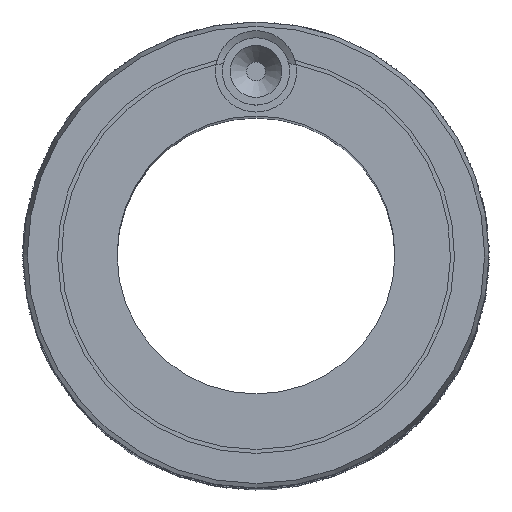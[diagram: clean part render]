
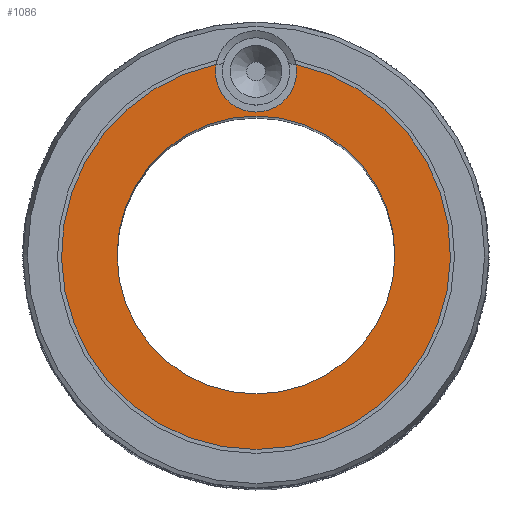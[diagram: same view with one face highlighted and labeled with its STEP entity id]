
A CAD part, top view. The second image highlights one B-rep face of the part: STEP entity #1086.
In plain terms, the highlighted face is planar.
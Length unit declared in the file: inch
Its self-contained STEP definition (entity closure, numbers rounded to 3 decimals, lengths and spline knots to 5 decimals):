
#97=FACE_BOUND('',#413,.T.);
#349=FACE_OUTER_BOUND('',#412,.T.);
#412=EDGE_LOOP('',(#769,#770));
#413=EDGE_LOOP('',(#771));
#491=CIRCLE('',#1199,0.256);
#493=CIRCLE('',#1202,1.25);
#494=CIRCLE('',#1204,0.875);
#521=VERTEX_POINT('',#1649);
#522=VERTEX_POINT('',#1651);
#524=VERTEX_POINT('',#1659);
#621=EDGE_CURVE('',#522,#521,#491,.T.);
#624=EDGE_CURVE('',#521,#522,#493,.T.);
#625=EDGE_CURVE('',#524,#524,#494,.T.);
#769=ORIENTED_EDGE('',*,*,#621,.T.);
#770=ORIENTED_EDGE('',*,*,#624,.T.);
#771=ORIENTED_EDGE('',*,*,#625,.F.);
#1039=PLANE('',#1203);
#1086=ADVANCED_FACE('',(#349,#97),#1039,.T.);
#1199=AXIS2_PLACEMENT_3D('',#1652,#1319,#1320);
#1202=AXIS2_PLACEMENT_3D('',#1657,#1326,#1327);
#1203=AXIS2_PLACEMENT_3D('',#1658,#1328,#1329);
#1204=AXIS2_PLACEMENT_3D('',#1660,#1330,#1331);
#1319=DIRECTION('center_axis',(-1.,0.,0.));
#1320=DIRECTION('ref_axis',(0.,1.,0.));
#1326=DIRECTION('center_axis',(1.,0.,0.));
#1327=DIRECTION('ref_axis',(0.,1.,0.));
#1328=DIRECTION('center_axis',(1.,0.,0.));
#1329=DIRECTION('ref_axis',(0.,0.,-1.));
#1330=DIRECTION('center_axis',(1.,0.,0.));
#1331=DIRECTION('ref_axis',(0.,1.,0.));
#1649=CARTESIAN_POINT('',(0.,1.22548,0.24639));
#1651=CARTESIAN_POINT('',(0.,1.22548,-0.24639));
#1652=CARTESIAN_POINT('Origin',(0.,1.156,0.));
#1657=CARTESIAN_POINT('Origin',(0.,0.,
0.));
#1658=CARTESIAN_POINT('Origin',(0.,1.0625,0.));
#1659=CARTESIAN_POINT('',(0.,0.875,0.));
#1660=CARTESIAN_POINT('Origin',(0.,0.,
0.));
